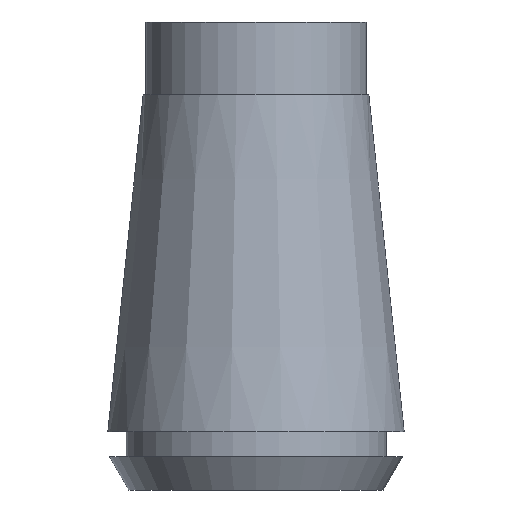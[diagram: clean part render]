
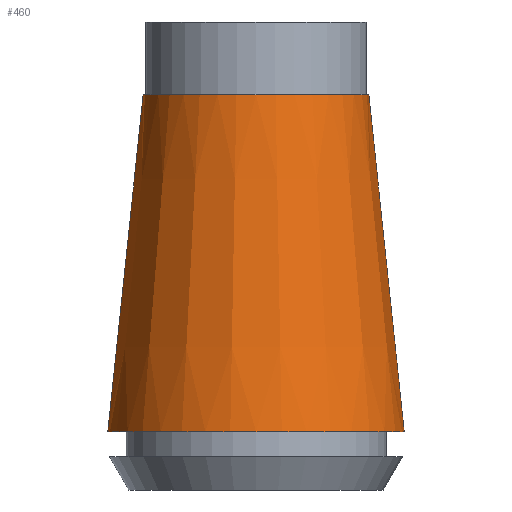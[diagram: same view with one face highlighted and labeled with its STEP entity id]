
A CAD part, left-side view. The second image highlights one B-rep face of the part: STEP entity #460.
In plain terms, the highlighted conical face has half-angle 6 degrees and reference radius 12.548 mm.
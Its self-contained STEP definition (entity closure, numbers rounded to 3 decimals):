
#78=CARTESIAN_POINT('',(0.,0.,-7.));
#79=DIRECTION('',(0.,0.,-1.));
#80=DIRECTION('',(0.,-1.,0.));
#81=AXIS2_PLACEMENT_3D('',#78,#79,#80);
#110=DIRECTION('',(0.,-0.105,-0.995));
#111=VECTOR('',#110,32.557);
#112=CARTESIAN_POINT('',(0.,-10.847,-7.));
#113=LINE('',#112,#111);
#117=DIRECTION('',(0.,0.105,-0.995));
#118=VECTOR('',#117,32.557);
#119=CARTESIAN_POINT('',(0.,10.847,-7.));
#120=LINE('',#119,#118);
#132=CARTESIAN_POINT('',(0.,0.,-39.379));
#133=DIRECTION('',(0.,0.,1.));
#134=DIRECTION('',(0.,1.,0.));
#135=AXIS2_PLACEMENT_3D('',#132,#133,#134);
#324=CARTESIAN_POINT('',(0.,-10.847,-7.));
#325=CARTESIAN_POINT('',(0.,10.847,-7.));
#326=VERTEX_POINT('',#324);
#327=VERTEX_POINT('',#325);
#328=CARTESIAN_POINT('',(0.,14.25,-39.379));
#329=VERTEX_POINT('',#328);
#330=CARTESIAN_POINT('',(0.,-14.25,-39.379));
#331=VERTEX_POINT('',#330);
#446=CARTESIAN_POINT('',(0.,0.,-23.189));
#447=DIRECTION('',(0.,0.,-1.));
#448=DIRECTION('',(0.,-1.,0.));
#449=AXIS2_PLACEMENT_3D('',#446,#447,#448);
#450=CONICAL_SURFACE('',#449,12.548,6.);
#452=ORIENTED_EDGE('',*,*,#451,.F.);
#453=ORIENTED_EDGE('',*,*,#435,.F.);
#455=ORIENTED_EDGE('',*,*,#454,.T.);
#457=ORIENTED_EDGE('',*,*,#456,.F.);
#458=EDGE_LOOP('',(#452,#453,#455,#457));
#459=FACE_OUTER_BOUND('',#458,.F.);
#82=CIRCLE('',#81,10.847);
#136=CIRCLE('',#135,14.25);
#435=EDGE_CURVE('',#326,#327,#82,.T.);
#451=EDGE_CURVE('',#327,#329,#120,.T.);
#454=EDGE_CURVE('',#326,#331,#113,.T.);
#456=EDGE_CURVE('',#329,#331,#136,.T.);
#460=ADVANCED_FACE('',(#459),#450,.T.);
